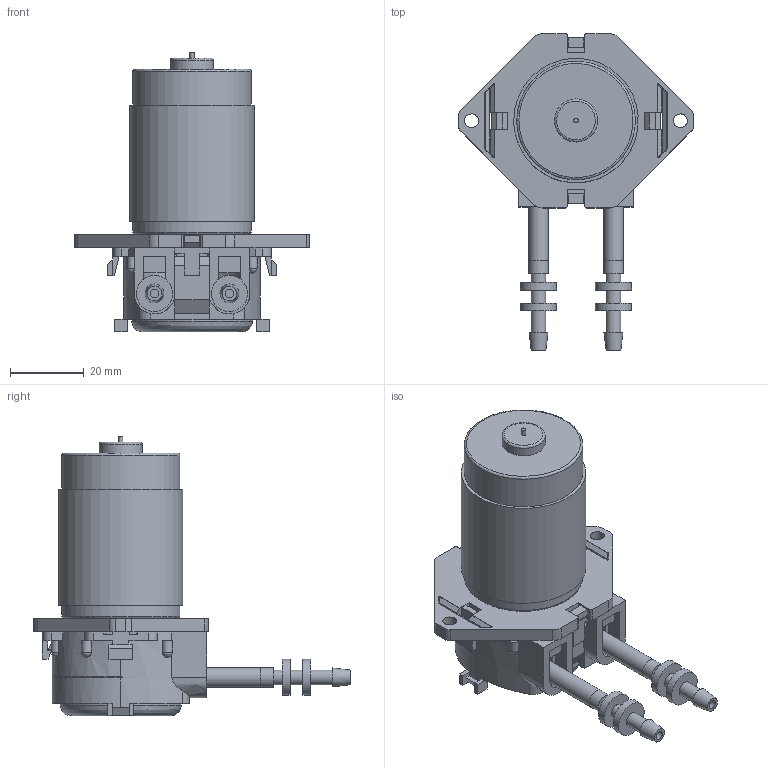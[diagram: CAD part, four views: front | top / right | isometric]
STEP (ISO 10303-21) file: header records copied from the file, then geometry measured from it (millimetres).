
FILE_DESCRIPTION(('FreeCAD Model'),'2;1');
FILE_NAME('Open CASCADE Shape Model','2025-04-29T12:02:35',('FreeCAD'),( 'FreeCAD'),'Open CASCADE STEP processor 7.6','FreeCAD','Unknown');
FILE_SCHEMA(('AUTOMOTIVE_DESIGN { 1 0 10303 214 1 1 1 1 }'));
Length unit declared in the file: millimetre
Products named in the file (1): Open CASCADE STEP translator 7.6 1
Bounding box: 63.62 x 85.86 x 75.88 mm (x, y, z)
Volume: 62173.2 mm3; surface area: 23808.2 mm2
Topology: 3 solids, 5 shells, 705 faces, 1947 edges, 1267 vertices
Faces by surface type: bspline 705
Entity records: 25783 total; most frequent: CARTESIAN_POINT 14600, ORIENTED_EDGE 3866, EDGE_CURVE 1933, B_SPLINE_CURVE_WITH_KNOTS 1412, VERTEX_POINT 1267, FACE_BOUND 767, EDGE_LOOP 767, ADVANCED_FACE 705
